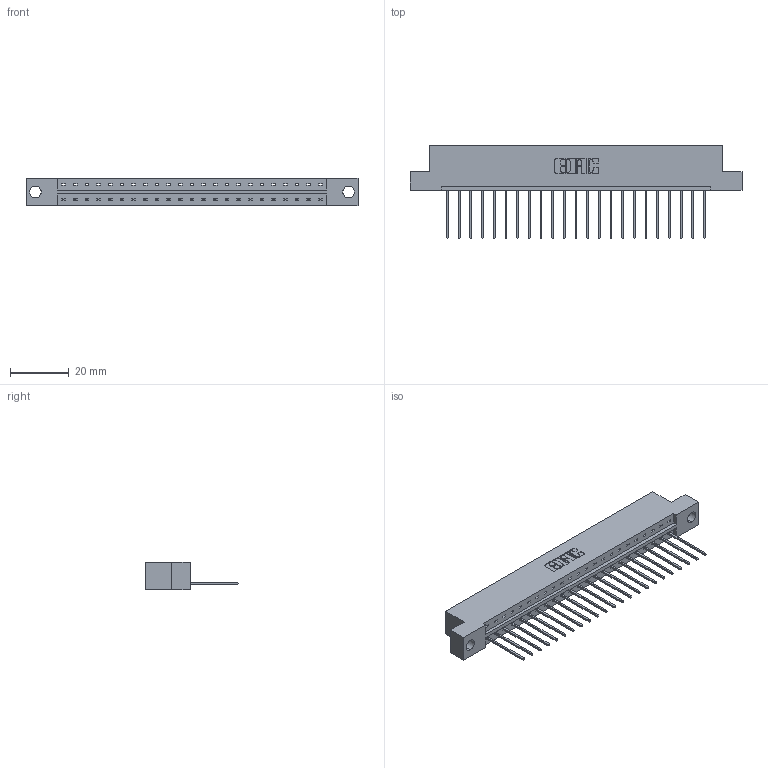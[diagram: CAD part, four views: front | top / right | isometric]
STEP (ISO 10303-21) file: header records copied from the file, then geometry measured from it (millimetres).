
FILE_DESCRIPTION (( 'STEP AP203' ), '1' );
FILE_NAME ('833-023-542-104.STEP', '2020-06-01T19:24:50', ( '' ), ( '' ), 'SwSTEP 2.0', 'SolidWorks 2020', '' );
FILE_SCHEMA (( 'CONFIG_CONTROL_DESIGN' ));
Length unit declared in the file: inch
Products named in the file (3): 345-292-001_345-293-142; 833 Part_Flush - .156 Dia - TH; 833-023-542-104
Assembly tree (24 placements, depth 2):
  833-023-542-104
    833 Part_Flush - .156 Dia - TH
    345-292-001_345-293-142  x23
Bounding box: 112.67 x 31.63 x 9.4 mm (x, y, z)
Volume: 11138.1 mm3; surface area: 12059.2 mm2
Topology: 24 solids, 24 shells, 1448 faces, 4359 edges, 2874 vertices
Faces by surface type: plane 1036, cylinder 412
Entity records: 16539 total; most frequent: CARTESIAN_POINT 2863, ORIENTED_EDGE 2822, DIRECTION 2453, EDGE_CURVE 1411, VECTOR 1283, LINE 1283, VERTEX_POINT 938, AXIS2_PLACEMENT_3D 585
